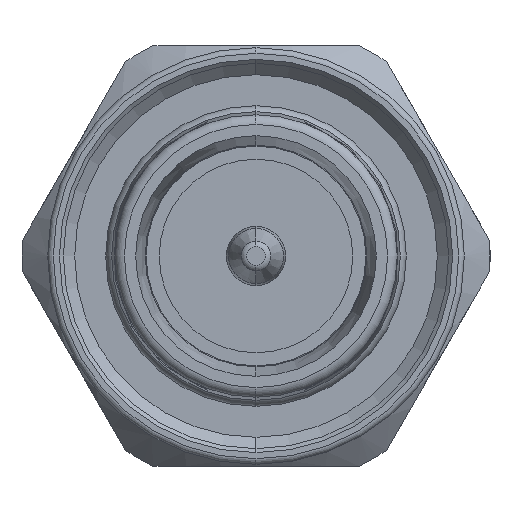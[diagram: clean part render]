
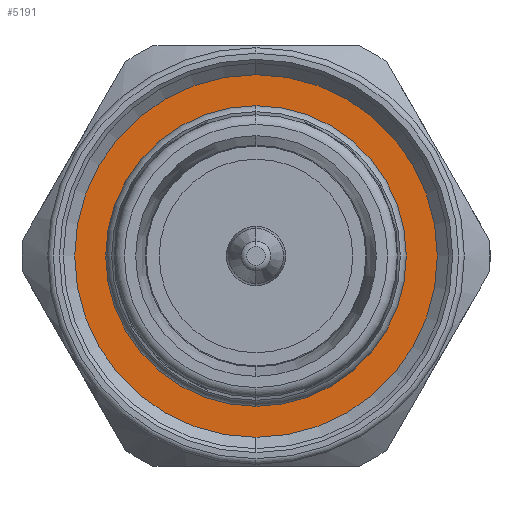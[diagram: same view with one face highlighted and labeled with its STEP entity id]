
A CAD part, left-side view. The second image highlights one B-rep face of the part: STEP entity #5191.
In plain terms, the highlighted planar face has unit normal (-1, 0, 0).
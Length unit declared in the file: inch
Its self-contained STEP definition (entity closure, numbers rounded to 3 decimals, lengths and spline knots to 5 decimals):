
#151 = CARTESIAN_POINT ( 'NONE',  ( 0.33143, 0., 0. ) ) ;
#783 = CARTESIAN_POINT ( 'NONE',  ( 0.33143, 0., -0.29729 ) ) ;
#2565 = DIRECTION ( 'NONE',  ( 0., 0., 1. ) ) ;
#2950 = DIRECTION ( 'NONE',  ( -1., 0., 0. ) ) ;
#5191 = ADVANCED_FACE ( 'NONE', ( #24229, #27017 ), #13491, .F. ) ;
#6112 = DIRECTION ( 'NONE',  ( 0., 0., 1. ) ) ;
#6577 = DIRECTION ( 'NONE',  ( -1., 0., 0. ) ) ;
#8160 = ORIENTED_EDGE ( 'NONE', *, *, #8743, .F. ) ;
#8743 = EDGE_CURVE ( 'NONE', #27588, #29176, #11306, .T. ) ;
#11306 = CIRCLE ( 'NONE', #39528, 0.29729 ) ;
#11541 = EDGE_LOOP ( 'NONE', ( #24895, #8160 ) ) ;
#12095 = EDGE_CURVE ( 'NONE', #29176, #27588, #33367, .T. ) ;
#12435 = DIRECTION ( 'NONE',  ( -1., 0., 0. ) ) ;
#12975 = CARTESIAN_POINT ( 'NONE',  ( 0.33143, 0., 0. ) ) ;
#13491 = PLANE ( 'NONE',  #36594 ) ;
#14456 = EDGE_CURVE ( 'NONE', #18863, #29960, #39785, .T. ) ;
#15783 = DIRECTION ( 'NONE',  ( -1., 0., 0. ) ) ;
#16477 = DIRECTION ( 'NONE',  ( 0., 0., 1. ) ) ;
#16996 = ORIENTED_EDGE ( 'NONE', *, *, #14456, .T. ) ;
#17543 = AXIS2_PLACEMENT_3D ( 'NONE', #22934, #6577, #16477 ) ;
#18863 = VERTEX_POINT ( 'NONE', #29414 ) ;
#19702 = CARTESIAN_POINT ( 'NONE',  ( 0.33143, 0., 0. ) ) ;
#20796 = DIRECTION ( 'NONE',  ( 1., 0., 0. ) ) ;
#22683 = EDGE_LOOP ( 'NONE', ( #38763, #16996 ) ) ;
#22934 = CARTESIAN_POINT ( 'NONE',  ( 0.33143, 0., 0. ) ) ;
#24229 = FACE_BOUND ( 'NONE', #11541, .T. ) ;
#24895 = ORIENTED_EDGE ( 'NONE', *, *, #12095, .F. ) ;
#26611 = DIRECTION ( 'NONE',  ( 0., 0., -1. ) ) ;
#27017 = FACE_OUTER_BOUND ( 'NONE', #22683, .T. ) ;
#27588 = VERTEX_POINT ( 'NONE', #783 ) ;
#28133 = CARTESIAN_POINT ( 'NONE',  ( 0.33143, 0., 0.37364 ) ) ;
#28540 = AXIS2_PLACEMENT_3D ( 'NONE', #19702, #12435, #2565 ) ;
#28770 = AXIS2_PLACEMENT_3D ( 'NONE', #151, #2950, #29392 ) ;
#29176 = VERTEX_POINT ( 'NONE', #33543 ) ;
#29218 = CIRCLE ( 'NONE', #17543, 0.37364 ) ;
#29392 = DIRECTION ( 'NONE',  ( 0., 0., 1. ) ) ;
#29414 = CARTESIAN_POINT ( 'NONE',  ( 0.33143, 0., -0.37364 ) ) ;
#29960 = VERTEX_POINT ( 'NONE', #28133 ) ;
#33367 = CIRCLE ( 'NONE', #28540, 0.29729 ) ;
#33543 = CARTESIAN_POINT ( 'NONE',  ( 0.33143, 0., 0.29729 ) ) ;
#34134 = CARTESIAN_POINT ( 'NONE',  ( 0.33143, 0., 0. ) ) ;
#36594 = AXIS2_PLACEMENT_3D ( 'NONE', #34134, #20796, #26611 ) ;
#38763 = ORIENTED_EDGE ( 'NONE', *, *, #40091, .T. ) ;
#39528 = AXIS2_PLACEMENT_3D ( 'NONE', #12975, #15783, #6112 ) ;
#39785 = CIRCLE ( 'NONE', #28770, 0.37364 ) ;
#40091 = EDGE_CURVE ( 'NONE', #29960, #18863, #29218, .T. ) ;
